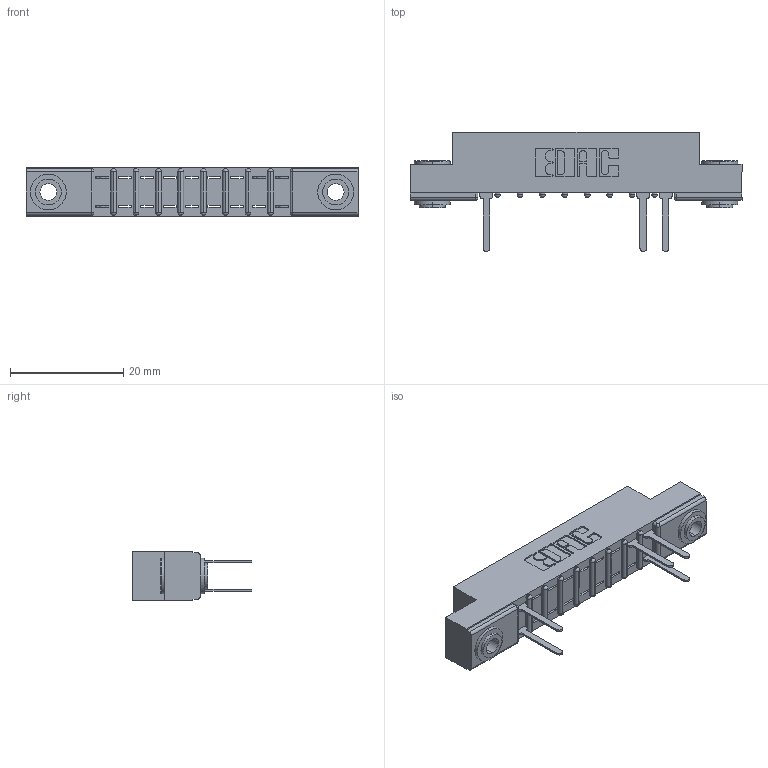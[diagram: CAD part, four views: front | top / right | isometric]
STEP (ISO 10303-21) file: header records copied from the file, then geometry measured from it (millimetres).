
FILE_DESCRIPTION (( 'STEP AP203' ), '1' );
FILE_NAME ('307-018-522-203.STEP', '2018-08-03T23:16:06', ( '' ), ( '' ), 'SwSTEP 2.0', 'SolidWorks 2016', '' );
FILE_SCHEMA (( 'CONFIG_CONTROL_DESIGN' ));
Length unit declared in the file: inch
Products named in the file (4): 307 Part_.156 Dia Mounting Holes; 307-290-001_522; 345-250-002_345-250-002-102; 307-018-522-203
Assembly tree (8 placements, depth 2):
  307-018-522-203
    307 Part_.156 Dia Mounting Holes
    307-290-001_522  x5
    345-250-002_345-250-002-102  x2
Bounding box: 58.67 x 21.11 x 8.71 mm (x, y, z)
Volume: 3683.1 mm3; surface area: 5137 mm2
Topology: 8 solids, 8 shells, 540 faces, 1501 edges, 962 vertices
Faces by surface type: plane 327, cylinder 185, sphere 20, cone 8
Entity records: 12689 total; most frequent: CARTESIAN_POINT 2121, ORIENTED_EDGE 2102, DIRECTION 2093, EDGE_CURVE 1051, VECTOR 785, LINE 785, VERTEX_POINT 682, AXIS2_PLACEMENT_3D 654
